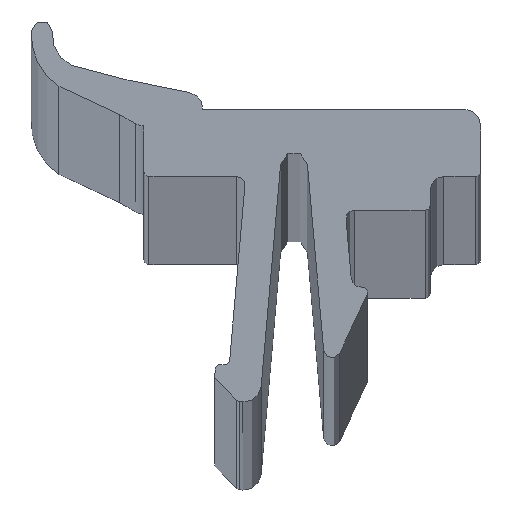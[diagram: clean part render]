
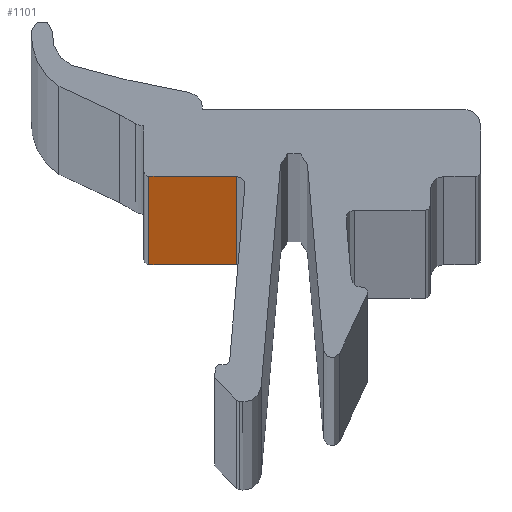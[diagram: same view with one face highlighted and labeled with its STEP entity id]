
A CAD part, top view. The second image highlights one B-rep face of the part: STEP entity #1101.
In plain terms, the highlighted planar face has unit normal (0, -1, 0).
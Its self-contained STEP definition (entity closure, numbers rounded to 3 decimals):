
#17 = DIRECTION ( 'NONE',  ( 1., 0., 0. ) ) ;
#60 = CARTESIAN_POINT ( 'NONE',  ( -2.5, 0., 0. ) ) ;
#61 = VERTEX_POINT ( 'NONE', #1568 ) ;
#133 = DIRECTION ( 'NONE',  ( 0., -1., 0. ) ) ;
#140 = CARTESIAN_POINT ( 'NONE',  ( -7.7, 0., 0. ) ) ;
#190 = DIRECTION ( 'NONE',  ( 1., 0., 0. ) ) ;
#225 = EDGE_LOOP ( 'NONE', ( #408, #653, #1495, #1151 ) ) ;
#257 = VECTOR ( 'NONE', #683, 1000. ) ;
#301 = CARTESIAN_POINT ( 'NONE',  ( -2.5, 0., 0. ) ) ;
#408 = ORIENTED_EDGE ( 'NONE', *, *, #1083, .T. ) ;
#477 = CARTESIAN_POINT ( 'NONE',  ( -1.348, 0., 0. ) ) ;
#509 = VECTOR ( 'NONE', #190, 1000. ) ;
#626 = VERTEX_POINT ( 'NONE', #779 ) ;
#633 = LINE ( 'NONE', #1038, #655 ) ;
#653 = ORIENTED_EDGE ( 'NONE', *, *, #1396, .T. ) ;
#655 = VECTOR ( 'NONE', #1439, 1000. ) ;
#683 = DIRECTION ( 'NONE',  ( 0., 0., 1. ) ) ;
#710 = VERTEX_POINT ( 'NONE', #1249 ) ;
#723 = VECTOR ( 'NONE', #1598, 1000. ) ;
#779 = CARTESIAN_POINT ( 'NONE',  ( -7.7, 0., 0. ) ) ;
#797 = LINE ( 'NONE', #301, #257 ) ;
#825 = EDGE_CURVE ( 'NONE', #61, #626, #633, .T. ) ;
#857 = FACE_OUTER_BOUND ( 'NONE', #225, .T. ) ;
#890 = LINE ( 'NONE', #1433, #509 ) ;
#1038 = CARTESIAN_POINT ( 'NONE',  ( -7.7, 0., 0. ) ) ;
#1081 = AXIS2_PLACEMENT_3D ( 'NONE', #140, #133, #17 ) ;
#1083 = EDGE_CURVE ( 'NONE', #626, #1499, #1117, .T. ) ;
#1101 = ADVANCED_FACE ( 'NONE', ( #857 ), #1375, .T. ) ;
#1117 = LINE ( 'NONE', #477, #723 ) ;
#1151 = ORIENTED_EDGE ( 'NONE', *, *, #825, .T. ) ;
#1249 = CARTESIAN_POINT ( 'NONE',  ( -2.5, 0., 3000. ) ) ;
#1357 = EDGE_CURVE ( 'NONE', #61, #710, #890, .T. ) ;
#1375 = PLANE ( 'NONE',  #1081 ) ;
#1396 = EDGE_CURVE ( 'NONE', #1499, #710, #797, .T. ) ;
#1433 = CARTESIAN_POINT ( 'NONE',  ( -1.348, 0., 3000. ) ) ;
#1439 = DIRECTION ( 'NONE',  ( 0., 0., -1. ) ) ;
#1495 = ORIENTED_EDGE ( 'NONE', *, *, #1357, .F. ) ;
#1499 = VERTEX_POINT ( 'NONE', #60 ) ;
#1568 = CARTESIAN_POINT ( 'NONE',  ( -7.7, 0., 3000. ) ) ;
#1598 = DIRECTION ( 'NONE',  ( 1., 0., 0. ) ) ;
